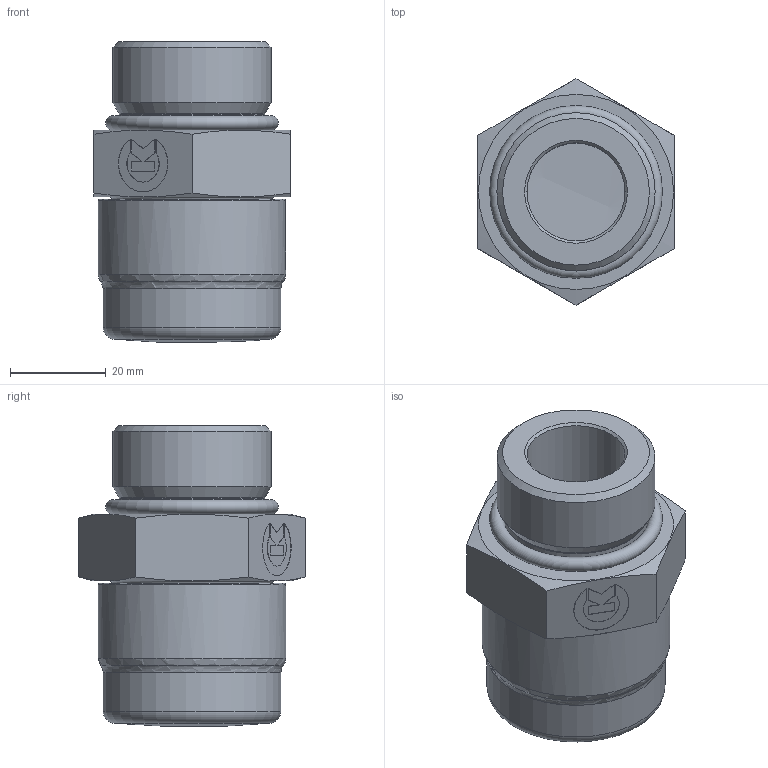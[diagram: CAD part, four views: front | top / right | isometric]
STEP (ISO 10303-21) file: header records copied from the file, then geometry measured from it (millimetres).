
FILE_DESCRIPTION((''),'2;1');
FILE_NAME('200602123.stp','2014-07-21T16:33:07',(''),('KNOMI spol. s r. o.'),'Autodesk Inventor 2012','Autodesk Inventor 2012','');
FILE_SCHEMA(('AUTOMOTIVE_DESIGN { 1 2 10303 214 0 1 1 1 }'));
Length unit declared in the file: millimetre
Products named in the file (5): PHOF -16 1 5/16-12 / 1 7/16-12; 200612123; 602352017890; 606297429590; 62913530-1
Assembly tree (4 placements, depth 2):
  PHOF -16 1 5/16-12 / 1 7/16-12
    200612123
    602352017890
    606297429590
    62913530-1
Bounding box: 41 x 47.34 x 62.92 mm (x, y, z)
Volume: 43326.3 mm3; surface area: 21553.8 mm2
Topology: 4 solids, 4 shells, 91 faces, 204 edges, 126 vertices
Faces by surface type: plane 43, torus 17, cylinder 15, cone 13, sphere 2, bspline 1
Full cylindrical faces by diameter (mm): 20.5 x1, 22.17 x1, 26.87 x1, 30.35 x1, 33.08 x1, 33.35 x1, 34.22 x1, 36.22 x2, 37.22 x1, 39.22 x1
Entity records: 2643 total; most frequent: CARTESIAN_POINT 522, DIRECTION 402, ORIENTED_EDGE 332, EDGE_CURVE 166, AXIS2_PLACEMENT_3D 157, EDGE_LOOP 135, VERTEX_POINT 121, STYLED_ITEM 95
